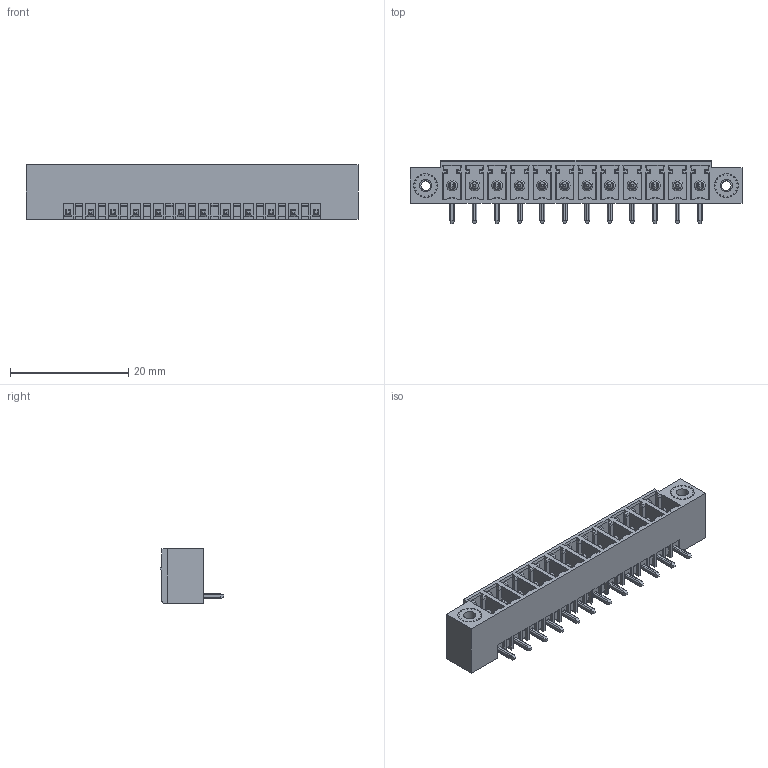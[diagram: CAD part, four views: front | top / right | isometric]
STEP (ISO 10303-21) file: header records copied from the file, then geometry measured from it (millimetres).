
FILE_DESCRIPTION(('STEP AP214'),'1');
FILE_NAME('PV12-3,81-H-K.stp','2021-04-15T09:08:36',(' '),(' '),'Spatial InterOp 3D',' ',' ');
FILE_SCHEMA(('automotive_design'));
Length unit declared in the file: metre
Products named in the file (1): 1
Bounding box: 56.12 x 10.65 x 9.2 mm (x, y, z)
Volume: 2155.4 mm3; surface area: 4307.7 mm2
Topology: 1 solids, 1 shells, 1245 faces, 3328 edges, 2164 vertices
Faces by surface type: plane 993, cylinder 227, torus 12, cone 12, extrusion 1
Full cylindrical faces by diameter (mm): 1.6 x2, 1.8 x12, 2.05 x2
Entity records: 48171 total; most frequent: CARTESIAN_POINT 7058, ORIENTED_EDGE 6568, DIRECTION 6195, EDGE_CURVE 3284, VECTOR 2709, LINE 2708, VERTEX_POINT 2148, AXIS2_PLACEMENT_3D 1743
